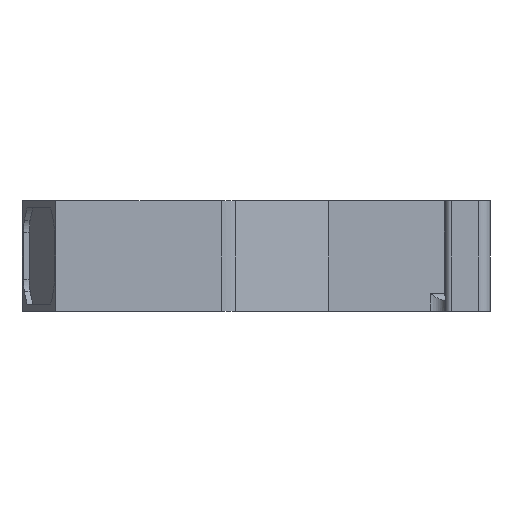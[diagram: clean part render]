
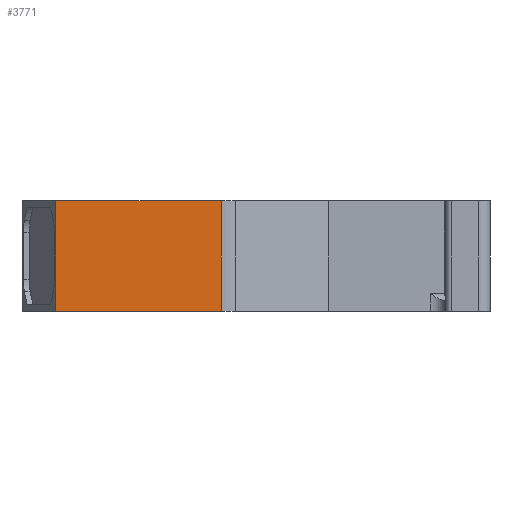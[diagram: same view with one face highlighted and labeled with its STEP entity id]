
A CAD part, left-side view. The second image highlights one B-rep face of the part: STEP entity #3771.
In plain terms, the highlighted planar face has unit normal (-1, 0, 0).
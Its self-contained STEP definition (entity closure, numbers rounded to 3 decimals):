
#199 = VERTEX_POINT ( 'NONE', #3695 ) ;
#267 = VERTEX_POINT ( 'NONE', #803 ) ;
#648 = DIRECTION ( 'NONE',  ( 0., -1., 0. ) ) ;
#654 = DIRECTION ( 'NONE',  ( -1., 0., 0. ) ) ;
#691 = PLANE ( 'NONE',  #4744 ) ;
#803 = CARTESIAN_POINT ( 'NONE',  ( -23.098, 19.135, 0. ) ) ;
#816 = VECTOR ( 'NONE', #3073, 1000. ) ;
#839 = LINE ( 'NONE', #3198, #816 ) ;
#853 = LINE ( 'NONE', #3447, #913 ) ;
#913 = VECTOR ( 'NONE', #3434, 1000. ) ;
#918 = CARTESIAN_POINT ( 'NONE',  ( -23.098, 4.177, -10. ) ) ;
#937 = VECTOR ( 'NONE', #4185, 1000. ) ;
#963 = LINE ( 'NONE', #4241, #937 ) ;
#1084 = VECTOR ( 'NONE', #5613, 1000. ) ;
#1094 = LINE ( 'NONE', #5603, #1084 ) ;
#1529 = FACE_OUTER_BOUND ( 'NONE', #2771, .T. ) ;
#1636 = VERTEX_POINT ( 'NONE', #6381 ) ;
#1868 = ORIENTED_EDGE ( 'NONE', *, *, #4149, .F. ) ;
#1980 = ORIENTED_EDGE ( 'NONE', *, *, #4204, .T. ) ;
#2089 = ORIENTED_EDGE ( 'NONE', *, *, #4054, .T. ) ;
#2143 = ORIENTED_EDGE ( 'NONE', *, *, #4236, .F. ) ;
#2771 = EDGE_LOOP ( 'NONE', ( #1868, #1980, #2089, #2143 ) ) ;
#3073 = DIRECTION ( 'NONE',  ( 0., -1., 0. ) ) ;
#3198 = CARTESIAN_POINT ( 'NONE',  ( -23.098, 4.177, 0. ) ) ;
#3434 = DIRECTION ( 'NONE',  ( 0., -1., 0. ) ) ;
#3447 = CARTESIAN_POINT ( 'NONE',  ( -23.098, 4.177, -10. ) ) ;
#3668 = CARTESIAN_POINT ( 'NONE',  ( -23.098, 19.135, -10. ) ) ;
#3695 = CARTESIAN_POINT ( 'NONE',  ( -23.098, 4.177, 0. ) ) ;
#3771 = ADVANCED_FACE ( 'NONE', ( #1529 ), #691, .T. ) ;
#4054 = EDGE_CURVE ( 'NONE', #1636, #199, #1094, .T. ) ;
#4149 = EDGE_CURVE ( 'NONE', #6695, #267, #963, .T. ) ;
#4185 = DIRECTION ( 'NONE',  ( 0., 0., 1. ) ) ;
#4204 = EDGE_CURVE ( 'NONE', #6695, #1636, #853, .T. ) ;
#4236 = EDGE_CURVE ( 'NONE', #267, #199, #839, .T. ) ;
#4241 = CARTESIAN_POINT ( 'NONE',  ( -23.098, 19.135, -10. ) ) ;
#4744 = AXIS2_PLACEMENT_3D ( 'NONE', #918, #654, #648 ) ;
#5603 = CARTESIAN_POINT ( 'NONE',  ( -23.098, 4.177, -10. ) ) ;
#5613 = DIRECTION ( 'NONE',  ( 0., 0., 1. ) ) ;
#6381 = CARTESIAN_POINT ( 'NONE',  ( -23.098, 4.177, -10. ) ) ;
#6695 = VERTEX_POINT ( 'NONE', #3668 ) ;
